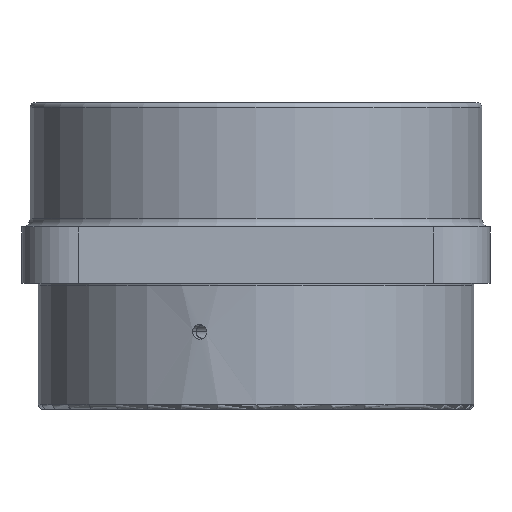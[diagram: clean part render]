
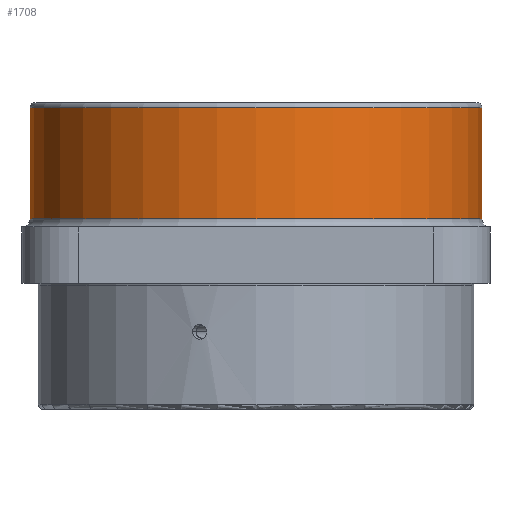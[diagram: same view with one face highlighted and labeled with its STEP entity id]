
A CAD part, front view. The second image highlights one B-rep face of the part: STEP entity #1708.
In plain terms, the highlighted cylindrical face has radius 140 mm (diameter 280 mm), a partial arc.
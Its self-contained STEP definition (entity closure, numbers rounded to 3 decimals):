
#7 = CARTESIAN_POINT ( 'NONE',  ( -140., 0., 77. ) ) ;
#173 = VERTEX_POINT ( 'NONE', #1323 ) ;
#242 = AXIS2_PLACEMENT_3D ( 'NONE', #5943, #4445, #3397 ) ;
#428 = VERTEX_POINT ( 'NONE', #2497 ) ;
#437 = VERTEX_POINT ( 'NONE', #3016 ) ;
#565 = DIRECTION ( 'NONE',  ( 0., 0., -1. ) ) ;
#1020 = VERTEX_POINT ( 'NONE', #3278 ) ;
#1278 = CIRCLE ( 'NONE', #5956, 140. ) ;
#1323 = CARTESIAN_POINT ( 'NONE',  ( 140., 0., 5. ) ) ;
#1548 = DIRECTION ( 'NONE',  ( 1., 0., 0. ) ) ;
#1708 = ADVANCED_FACE ( 'NONE', ( #4913 ), #2067, .T. ) ;
#1889 = VECTOR ( 'NONE', #4992, 1000. ) ;
#2019 = EDGE_CURVE ( 'NONE', #437, #173, #2485, .T. ) ;
#2067 = CYLINDRICAL_SURFACE ( 'NONE', #2808, 140. ) ;
#2118 = ORIENTED_EDGE ( 'NONE', *, *, #6004, .T. ) ;
#2485 = LINE ( 'NONE', #5895, #1889 ) ;
#2497 = CARTESIAN_POINT ( 'NONE',  ( -140., 0., 5. ) ) ;
#2505 = CARTESIAN_POINT ( 'NONE',  ( 0., 0., 74. ) ) ;
#2605 = EDGE_CURVE ( 'NONE', #428, #173, #4225, .T. ) ;
#2651 = EDGE_CURVE ( 'NONE', #437, #1020, #1278, .T. ) ;
#2808 = AXIS2_PLACEMENT_3D ( 'NONE', #4005, #565, #4484 ) ;
#3016 = CARTESIAN_POINT ( 'NONE',  ( 140., 0., 74. ) ) ;
#3278 = CARTESIAN_POINT ( 'NONE',  ( -140., 0., 74. ) ) ;
#3397 = DIRECTION ( 'NONE',  ( 1., 0., 0. ) ) ;
#3459 = LINE ( 'NONE', #7, #4506 ) ;
#3962 = DIRECTION ( 'NONE',  ( 0., 0., -1. ) ) ;
#4005 = CARTESIAN_POINT ( 'NONE',  ( 0., 0., 77. ) ) ;
#4225 = CIRCLE ( 'NONE', #242, 140. ) ;
#4337 = ORIENTED_EDGE ( 'NONE', *, *, #2605, .T. ) ;
#4445 = DIRECTION ( 'NONE',  ( 0., 0., 1. ) ) ;
#4484 = DIRECTION ( 'NONE',  ( -1., 0., 0. ) ) ;
#4506 = VECTOR ( 'NONE', #6312, 1000. ) ;
#4817 = ORIENTED_EDGE ( 'NONE', *, *, #2019, .F. ) ;
#4913 = FACE_OUTER_BOUND ( 'NONE', #5830, .T. ) ;
#4992 = DIRECTION ( 'NONE',  ( 0., 0., -1. ) ) ;
#5288 = ORIENTED_EDGE ( 'NONE', *, *, #2651, .T. ) ;
#5830 = EDGE_LOOP ( 'NONE', ( #4817, #5288, #2118, #4337 ) ) ;
#5895 = CARTESIAN_POINT ( 'NONE',  ( 140., 0., 77. ) ) ;
#5943 = CARTESIAN_POINT ( 'NONE',  ( 0., 0., 5. ) ) ;
#5956 = AXIS2_PLACEMENT_3D ( 'NONE', #2505, #3962, #1548 ) ;
#6004 = EDGE_CURVE ( 'NONE', #1020, #428, #3459, .T. ) ;
#6312 = DIRECTION ( 'NONE',  ( 0., 0., -1. ) ) ;
